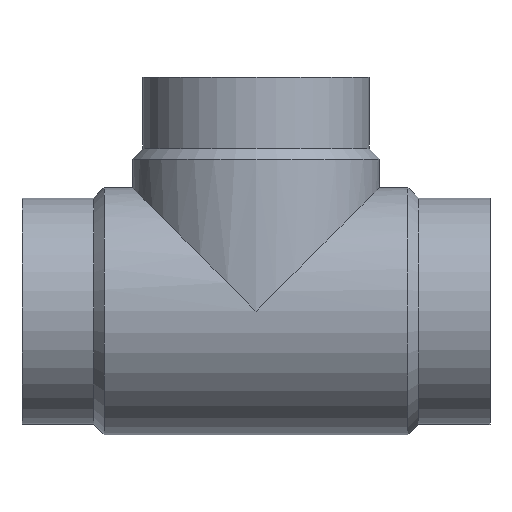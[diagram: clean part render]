
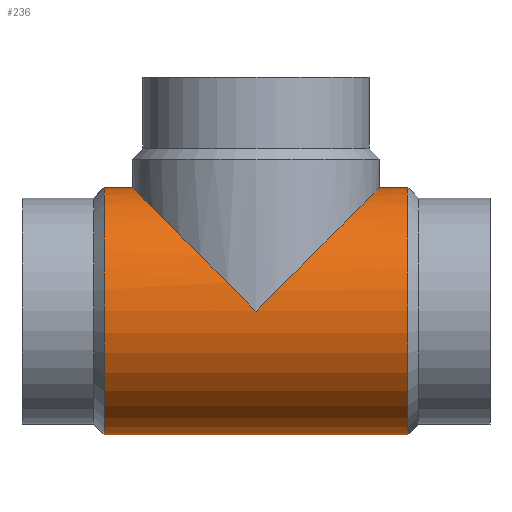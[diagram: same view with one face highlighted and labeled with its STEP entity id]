
A CAD part, top view. The second image highlights one B-rep face of the part: STEP entity #236.
In plain terms, the highlighted cylindrical face has radius 98.2 mm (diameter 196.4 mm), a partial arc.
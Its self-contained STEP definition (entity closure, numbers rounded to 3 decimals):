
#136 = EDGE_CURVE( '', #178, #138, #376, .T. );
#138 = VERTEX_POINT( '', #378 );
#146 = VERTEX_POINT( '', #388 );
#150 = EDGE_CURVE( '', #274, #178, #392, .T. );
#152 = VERTEX_POINT( '', #394 );
#170 = VERTEX_POINT( '', #413 );
#178 = VERTEX_POINT( '', #424 );
#236 = ADVANCED_FACE( '', ( #491 ), #492, .T. );
#266 = VERTEX_POINT( '', #528 );
#274 = VERTEX_POINT( '', #536 );
#280 = EDGE_CURVE( '', #138, #152, #542, .T. );
#300 = EDGE_CURVE( '', #152, #266, #563, .T. );
#328 = EDGE_CURVE( '', #146, #266, #593, .T. );
#330 = EDGE_CURVE( '', #146, #170, #595, .T. );
#352 = EDGE_CURVE( '', #170, #274, #618, .T. );
#376 = ELLIPSE( '', #634, 138.876, 98.2 );
#378 = CARTESIAN_POINT( '', ( -186., 0., 98.2 ) );
#388 = CARTESIAN_POINT( '', ( -306.8, -98.2, 0. ) );
#392 = LINE( '', #652, #653 );
#394 = CARTESIAN_POINT( '', ( -284.2, 98.2, 0. ) );
#413 = CARTESIAN_POINT( '', ( -65.2, -98.2, 0. ) );
#424 = CARTESIAN_POINT( '', ( -87.8, 98.2, 0. ) );
#491 = FACE_OUTER_BOUND( '', #777, .T. );
#492 = CYLINDRICAL_SURFACE( '', #778, 98.2 );
#528 = CARTESIAN_POINT( '', ( -306.8, 98.2, 0. ) );
#536 = CARTESIAN_POINT( '', ( -65.2, 98.2, 0. ) );
#542 = ELLIPSE( '', #844, 138.876, 98.2 );
#563 = LINE( '', #872, #873 );
#593 = CIRCLE( '', #915, 98.2 );
#595 = LINE( '', #918, #919 );
#618 = CIRCLE( '', #948, 98.2 );
#634 = AXIS2_PLACEMENT_3D( '', #961, #962, #963 );
#652 = CARTESIAN_POINT( '', ( -186., 98.2, 0. ) );
#653 = VECTOR( '', #986, 1. );
#777 = EDGE_LOOP( '', ( #1124, #1125, #1126, #1127, #1128, #1129, #1130 ) );
#778 = AXIS2_PLACEMENT_3D( '', #1131, #1132, #1133 );
#844 = AXIS2_PLACEMENT_3D( '', #1191, #1192, #1193 );
#872 = CARTESIAN_POINT( '', ( -186., 98.2, 0. ) );
#873 = VECTOR( '', #1209, 1. );
#915 = AXIS2_PLACEMENT_3D( '', #1249, #1250, #1251 );
#918 = CARTESIAN_POINT( '', ( -186., -98.2, 0. ) );
#919 = VECTOR( '', #1252, 1. );
#948 = AXIS2_PLACEMENT_3D( '', #1273, #1274, #1275 );
#961 = CARTESIAN_POINT( '', ( -186., 0., 0. ) );
#962 = DIRECTION( '', ( 0.707, -0.707, 0. ) );
#963 = DIRECTION( '', ( 0.707, 0.707, 0. ) );
#986 = DIRECTION( '', ( -1., 0., 0. ) );
#1124 = ORIENTED_EDGE( '', *, *, #150, .T. );
#1125 = ORIENTED_EDGE( '', *, *, #136, .T. );
#1126 = ORIENTED_EDGE( '', *, *, #280, .T. );
#1127 = ORIENTED_EDGE( '', *, *, #300, .T. );
#1128 = ORIENTED_EDGE( '', *, *, #328, .F. );
#1129 = ORIENTED_EDGE( '', *, *, #330, .T. );
#1130 = ORIENTED_EDGE( '', *, *, #352, .T. );
#1131 = CARTESIAN_POINT( '', ( -186., 0., 0. ) );
#1132 = DIRECTION( '', ( 1., 0., 0. ) );
#1133 = DIRECTION( '', ( 0., 1., 0. ) );
#1191 = CARTESIAN_POINT( '', ( -186., 0., 0. ) );
#1192 = DIRECTION( '', ( -0.707, -0.707, 0. ) );
#1193 = DIRECTION( '', ( 0.707, -0.707, 0. ) );
#1209 = DIRECTION( '', ( -1., 0., 0. ) );
#1249 = CARTESIAN_POINT( '', ( -306.8, 0., 0. ) );
#1250 = DIRECTION( '', ( -1., 0., 0. ) );
#1251 = DIRECTION( '', ( 0., 1., 0. ) );
#1252 = DIRECTION( '', ( 1., 0., 0. ) );
#1273 = CARTESIAN_POINT( '', ( -65.2, 0., 0. ) );
#1274 = DIRECTION( '', ( -1., 0., 0. ) );
#1275 = DIRECTION( '', ( 0., 1., 0. ) );
